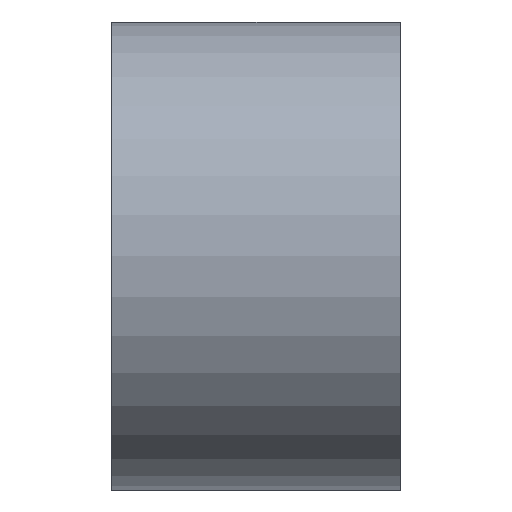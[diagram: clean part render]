
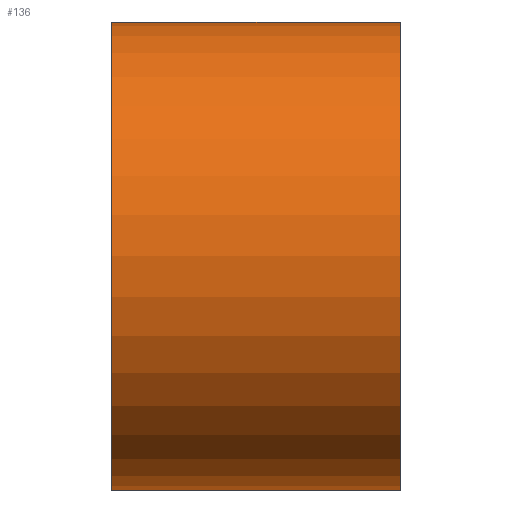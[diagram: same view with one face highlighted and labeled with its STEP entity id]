
A CAD part, left-side view. The second image highlights one B-rep face of the part: STEP entity #136.
In plain terms, the highlighted cylindrical face has radius 8 mm (diameter 16 mm), a partial arc.
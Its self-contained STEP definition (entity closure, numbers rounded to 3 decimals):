
#22 = EDGE_CURVE ( 'NONE', #23, #104, #226, .T. ) ;
#23 = VERTEX_POINT ( 'NONE', #328 ) ;
#35 = VERTEX_POINT ( 'NONE', #321 ) ;
#50 = EDGE_CURVE ( 'NONE', #35, #60, #184, .T. ) ;
#60 = VERTEX_POINT ( 'NONE', #172 ) ;
#104 = VERTEX_POINT ( 'NONE', #372 ) ;
#129 = ORIENTED_EDGE ( 'NONE', *, *, #50, .T. ) ;
#136 = ADVANCED_FACE ( 'NONE', ( #511 ), #504, .T. ) ;
#142 = EDGE_CURVE ( 'NONE', #23, #35, #450, .T. ) ;
#149 = ORIENTED_EDGE ( 'NONE', *, *, #142, .T. ) ;
#150 = EDGE_CURVE ( 'NONE', #104, #60, #452, .T. ) ;
#158 = ORIENTED_EDGE ( 'NONE', *, *, #22, .F. ) ;
#159 = ORIENTED_EDGE ( 'NONE', *, *, #150, .F. ) ;
#160 = EDGE_LOOP ( 'NONE', ( #129, #159, #158, #149 ) ) ;
#172 = CARTESIAN_POINT ( 'NONE',  ( 0., 0., 8. ) ) ;
#180 = DIRECTION ( 'NONE',  ( 0., 0., 1. ) ) ;
#181 = DIRECTION ( 'NONE',  ( 0., 1., 0. ) ) ;
#182 = CARTESIAN_POINT ( 'NONE',  ( 0., 0., 0. ) ) ;
#183 = AXIS2_PLACEMENT_3D ( 'NONE', #182, #181, #180 ) ;
#184 = CIRCLE ( 'NONE', #183, 8. ) ;
#221 = DIRECTION ( 'NONE',  ( 0., 0., 1. ) ) ;
#226 = CIRCLE ( 'NONE', #341, 8. ) ;
#231 = CARTESIAN_POINT ( 'NONE',  ( 0., 9.87, 0. ) ) ;
#321 = CARTESIAN_POINT ( 'NONE',  ( 0., 0., -8. ) ) ;
#327 = DIRECTION ( 'NONE',  ( 0., 1., 0. ) ) ;
#328 = CARTESIAN_POINT ( 'NONE',  ( 0., 9.87, -8. ) ) ;
#341 = AXIS2_PLACEMENT_3D ( 'NONE', #231, #327, #221 ) ;
#372 = CARTESIAN_POINT ( 'NONE',  ( 0., 9.87, 8. ) ) ;
#449 = CARTESIAN_POINT ( 'NONE',  ( 0., 9.87, -8. ) ) ;
#450 = LINE ( 'NONE', #449, #479 ) ;
#451 = CARTESIAN_POINT ( 'NONE',  ( 0., 9.87, 8. ) ) ;
#452 = LINE ( 'NONE', #451, #517 ) ;
#453 = CARTESIAN_POINT ( 'NONE',  ( 0., 9.87, 0. ) ) ;
#455 = DIRECTION ( 'NONE',  ( 0., -1., 0. ) ) ;
#457 = DIRECTION ( 'NONE',  ( 0., 0., -1. ) ) ;
#479 = VECTOR ( 'NONE', #512, 1000. ) ;
#500 = AXIS2_PLACEMENT_3D ( 'NONE', #453, #455, #457 ) ;
#504 = CYLINDRICAL_SURFACE ( 'NONE', #500, 8. ) ;
#511 = FACE_OUTER_BOUND ( 'NONE', #160, .T. ) ;
#512 = DIRECTION ( 'NONE',  ( 0., -1., 0. ) ) ;
#517 = VECTOR ( 'NONE', #522, 1000. ) ;
#522 = DIRECTION ( 'NONE',  ( 0., -1., 0. ) ) ;
